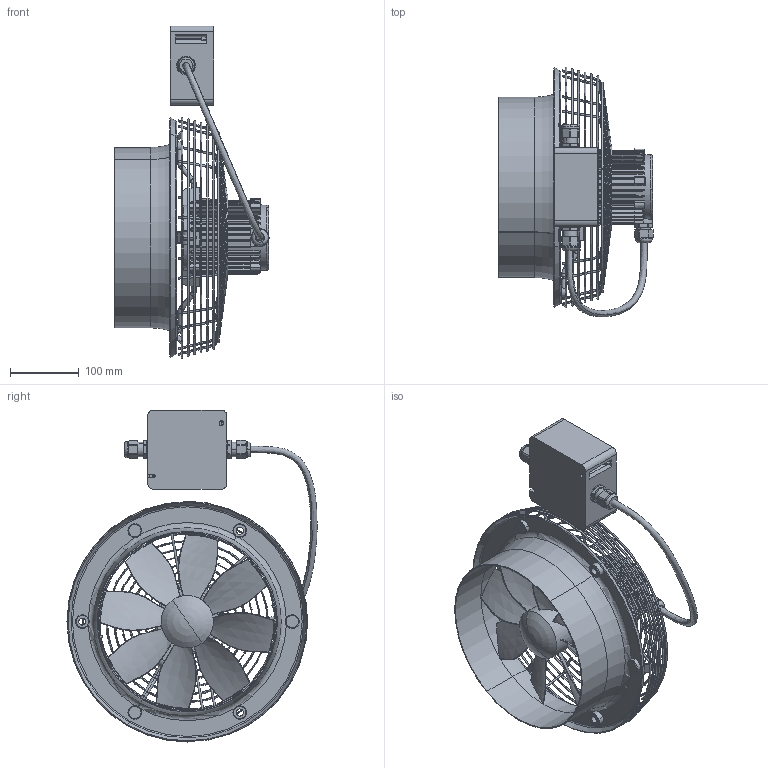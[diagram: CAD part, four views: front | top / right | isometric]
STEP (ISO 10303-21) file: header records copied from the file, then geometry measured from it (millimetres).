
FILE_DESCRIPTION(('Creo Elements/Direct Modeling STEP Export'),'2;1');
FILE_NAME('0094.0119_DZS_25_2_B_Ex_e.stp','2022-11-29T13:39:24',(''),(''),'PTC Creo Elements/Direct Modeling STEP processor for AP214 (Solid Model)','PTC Creo Elements/Direct Modeling 19.0C 15-Aug-2015 (C) Parametric Technology GmbH','');
FILE_SCHEMA(('AUTOMOTIVE_DESIGN { 1 0 10303 214 1 1 1 1 }'));
Length unit declared in the file: millimetre
Products named in the file (4): Klemmkasten; 0094.0119_DZS_25_2_B_Ex_e; Kabel
Assembly tree (3 placements, depth 2):
  0094.0119_DZS_25_2_B_Ex_e
    Kabel
    0094.0119_DZS_25_2_B_Ex_e
    Klemmkasten
Bounding box: 224.94 x 364.67 x 483.99 mm (x, y, z)
Volume: 2447965.5 mm3; surface area: 746212.1 mm2
Topology: 3 solids, 38 shells, 1390 faces, 3702 edges, 2372 vertices
Faces by surface type: plane 571, bspline 262, cylinder 237, torus 180, extrusion 72, cone 66, sphere 2
Entity records: 147831 total; most frequent: CARTESIAN_POINT 116492, ORIENTED_EDGE 7512, DIRECTION 4322, EDGE_CURVE 3700, VERTEX_POINT 2486, AXIS2_PLACEMENT_3D 1573, EDGE_LOOP 1474, ADVANCED_FACE 1390
